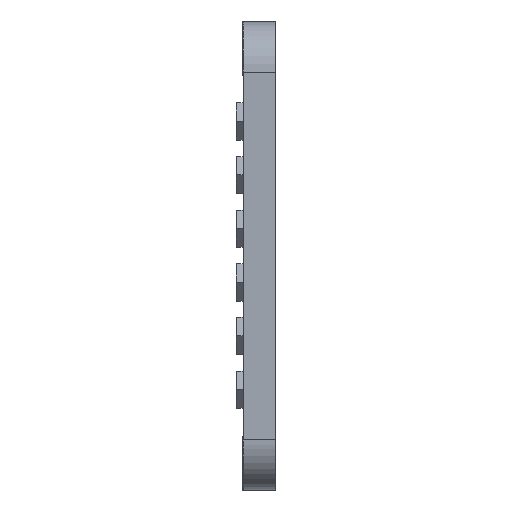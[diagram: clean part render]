
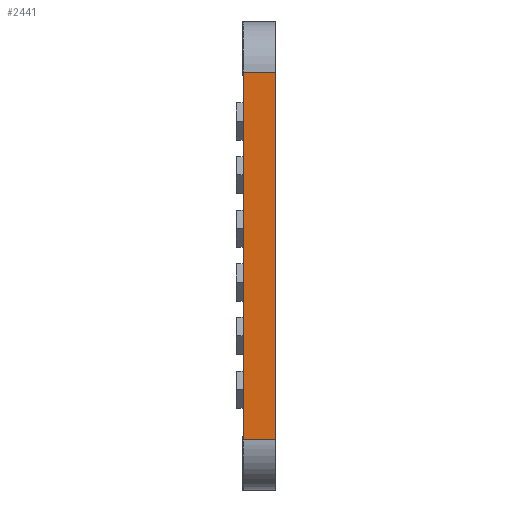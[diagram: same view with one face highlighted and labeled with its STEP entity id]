
A CAD part, left-side view. The second image highlights one B-rep face of the part: STEP entity #2441.
In plain terms, the highlighted free-form (B-spline) face has degree [1, 1] with [2, 2] control points.
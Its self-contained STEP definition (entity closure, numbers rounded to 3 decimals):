
#132 = EDGE_CURVE('',#133,#135,#137,.T.);
#133 = VERTEX_POINT('',#134);
#134 = CARTESIAN_POINT('',(-12.541,1.403,-18.937
    ));
#135 = VERTEX_POINT('',#136);
#136 = CARTESIAN_POINT('',(-12.541,1.403,1.263));
#137 = B_SPLINE_CURVE_WITH_KNOTS('',1,(#138,#139),.UNSPECIFIED.,.F.,.F.,
  (2,2),(-3.493,10.478),.PIECEWISE_BEZIER_KNOTS.);
#138 = CARTESIAN_POINT('',(-12.541,1.403,-18.937
    ));
#139 = CARTESIAN_POINT('',(-12.541,1.403,1.263));
#2420 = EDGE_CURVE('',#2421,#135,#2423,.T.);
#2421 = VERTEX_POINT('',#2422);
#2422 = CARTESIAN_POINT('',(-12.541,-0.361,1.263)
  );
#2423 = B_SPLINE_CURVE_WITH_KNOTS('',1,(#2424,#2425),.UNSPECIFIED.,.F.,
  .F.,(2,2),(-1.067,0.153),.PIECEWISE_BEZIER_KNOTS.);
#2424 = CARTESIAN_POINT('',(-12.541,-0.361,1.263)
  );
#2425 = CARTESIAN_POINT('',(-12.541,1.403,1.263)
  );
#2441 = ADVANCED_FACE('',(#2442),#2458,.T.);
#2442 = FACE_BOUND('',#2443,.T.);
#2443 = EDGE_LOOP('',(#2444,#2451,#2456,#2457));
#2444 = ORIENTED_EDGE('',*,*,#2445,.F.);
#2445 = EDGE_CURVE('',#2446,#133,#2448,.T.);
#2446 = VERTEX_POINT('',#2447);
#2447 = CARTESIAN_POINT('',(-12.541,-0.361,
    -18.937));
#2448 = B_SPLINE_CURVE_WITH_KNOTS('',1,(#2449,#2450),.UNSPECIFIED.,.F.,
  .F.,(2,2),(-0.25,0.97),.PIECEWISE_BEZIER_KNOTS.);
#2449 = CARTESIAN_POINT('',(-12.541,-0.361,
    -18.937));
#2450 = CARTESIAN_POINT('',(-12.541,1.403,
    -18.937));
#2451 = ORIENTED_EDGE('',*,*,#2452,.T.);
#2452 = EDGE_CURVE('',#2446,#2421,#2453,.T.);
#2453 = B_SPLINE_CURVE_WITH_KNOTS('',1,(#2454,#2455),.UNSPECIFIED.,.F.,
  .F.,(2,2),(-3.493,10.478),.PIECEWISE_BEZIER_KNOTS.);
#2454 = CARTESIAN_POINT('',(-12.541,-0.361,
    -18.937));
#2455 = CARTESIAN_POINT('',(-12.541,-0.361,1.263)
  );
#2456 = ORIENTED_EDGE('',*,*,#2420,.T.);
#2457 = ORIENTED_EDGE('',*,*,#132,.F.);
#2458 = B_SPLINE_SURFACE_WITH_KNOTS('',1,1,(
    (#2459,#2460)
    ,(#2461,#2462
    )),.UNSPECIFIED.,.F.,.F.,.F.,(2,2),(2,2),(0.,13.97),(-0.25,0.97),
  .PIECEWISE_BEZIER_KNOTS.);
#2459 = CARTESIAN_POINT('',(-12.541,-0.361,
    -18.937));
#2460 = CARTESIAN_POINT('',(-12.541,1.403,
    -18.937));
#2461 = CARTESIAN_POINT('',(-12.541,-0.361,1.263)
  );
#2462 = CARTESIAN_POINT('',(-12.541,1.403,1.263)
  );
